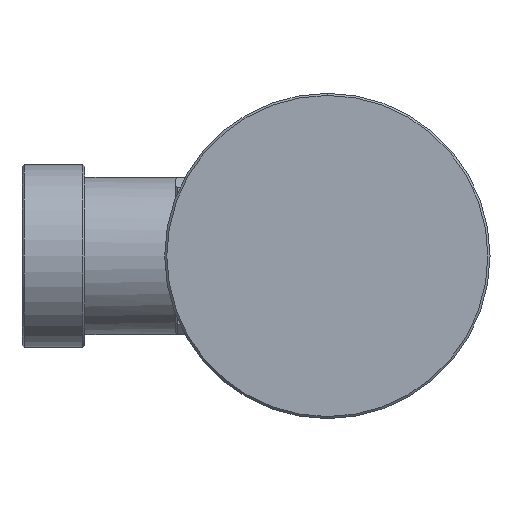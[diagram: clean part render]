
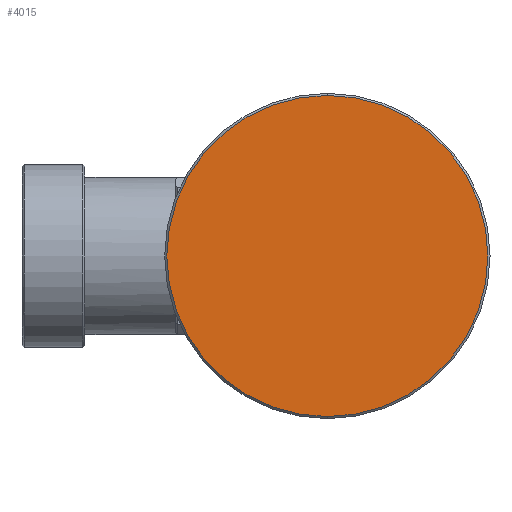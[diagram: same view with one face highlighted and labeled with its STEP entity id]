
A CAD part, left-side view. The second image highlights one B-rep face of the part: STEP entity #4015.
In plain terms, the highlighted planar face has unit normal (-1, 0, 0).
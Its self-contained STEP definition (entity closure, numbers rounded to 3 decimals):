
#589 = PLANE ( 'NONE',  #4316 ) ;
#1467 = FACE_OUTER_BOUND ( 'NONE', #6525, .T. ) ;
#1616 = EDGE_CURVE ( 'NONE', #9971, #12881, #2103, .T. ) ;
#2103 = CIRCLE ( 'NONE', #12468, 15.3 ) ;
#2592 = DIRECTION ( 'NONE',  ( 0., 0., -1. ) ) ;
#4015 = ADVANCED_FACE ( 'NONE', ( #1467 ), #589, .F. ) ;
#4316 = AXIS2_PLACEMENT_3D ( 'NONE', #5710, #12972, #2592 ) ;
#5399 = DIRECTION ( 'NONE',  ( 0., 0., -1. ) ) ;
#5710 = CARTESIAN_POINT ( 'NONE',  ( -4.787, 0., 0. ) ) ;
#6525 = EDGE_LOOP ( 'NONE', ( #7069, #13168 ) ) ;
#7069 = ORIENTED_EDGE ( 'NONE', *, *, #12231, .T. ) ;
#7077 = CARTESIAN_POINT ( 'NONE',  ( -4.787, 0., 0. ) ) ;
#7227 = AXIS2_PLACEMENT_3D ( 'NONE', #7077, #8072, #11263 ) ;
#7378 = DIRECTION ( 'NONE',  ( -1., 0., 0. ) ) ;
#8072 = DIRECTION ( 'NONE',  ( -1., 0., 0. ) ) ;
#8525 = CARTESIAN_POINT ( 'NONE',  ( -4.787, 0., 15.3 ) ) ;
#9971 = VERTEX_POINT ( 'NONE', #8525 ) ;
#10395 = CIRCLE ( 'NONE', #7227, 15.3 ) ;
#11263 = DIRECTION ( 'NONE',  ( 0., 0., -1. ) ) ;
#11635 = CARTESIAN_POINT ( 'NONE',  ( -4.787, 0., -15.3 ) ) ;
#12231 = EDGE_CURVE ( 'NONE', #12881, #9971, #10395, .T. ) ;
#12468 = AXIS2_PLACEMENT_3D ( 'NONE', #12538, #7378, #5399 ) ;
#12538 = CARTESIAN_POINT ( 'NONE',  ( -4.787, 0., 0. ) ) ;
#12881 = VERTEX_POINT ( 'NONE', #11635 ) ;
#12972 = DIRECTION ( 'NONE',  ( 1., 0., 0. ) ) ;
#13168 = ORIENTED_EDGE ( 'NONE', *, *, #1616, .T. ) ;
